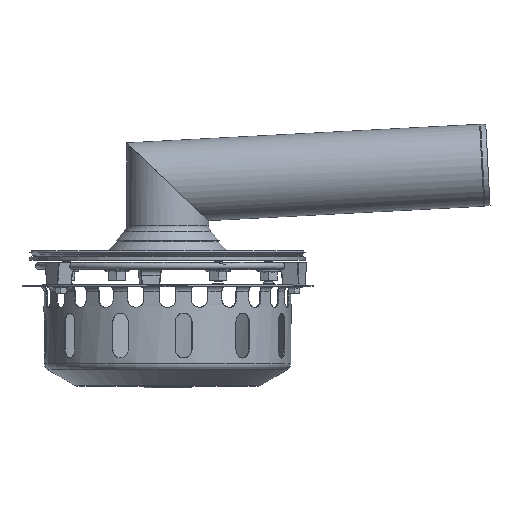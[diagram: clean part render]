
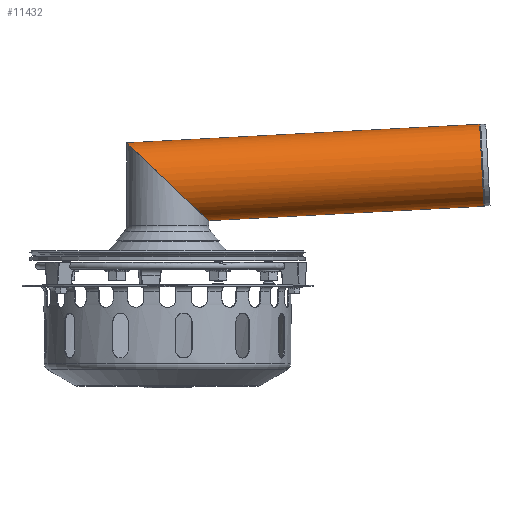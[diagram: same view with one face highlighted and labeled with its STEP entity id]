
A CAD part, top view. The second image highlights one B-rep face of the part: STEP entity #11432.
In plain terms, the highlighted cylindrical face has radius 36.5 mm (diameter 73 mm), a full revolution.
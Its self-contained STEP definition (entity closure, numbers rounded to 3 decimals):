
#950=ELLIPSE('',#13771,50.319,36.5);
#975=CYLINDRICAL_SURFACE('',#13770,36.5);
#1420=FACE_OUTER_BOUND('',#2221,.T.);
#2221=EDGE_LOOP('',(#7277,#7278,#7279,#7280,#7281));
#3136=CIRCLE('',#13765,36.5);
#3137=CIRCLE('',#13766,36.5);
#3907=VERTEX_POINT('',#19222);
#3908=VERTEX_POINT('',#19224);
#3910=VERTEX_POINT('',#19233);
#5190=EDGE_CURVE('',#3907,#3908,#3136,.T.);
#5191=EDGE_CURVE('',#3908,#3907,#3137,.T.);
#5195=EDGE_CURVE('',#3908,#3910,#12278,.T.);
#5196=EDGE_CURVE('',#3910,#3910,#950,.T.);
#7277=ORIENTED_EDGE('',*,*,#5190,.F.);
#7278=ORIENTED_EDGE('',*,*,#5191,.F.);
#7279=ORIENTED_EDGE('',*,*,#5195,.T.);
#7280=ORIENTED_EDGE('',*,*,#5196,.F.);
#7281=ORIENTED_EDGE('',*,*,#5195,.F.);
#11432=ADVANCED_FACE('',(#1420),#975,.T.);
#12278=LINE('',#19234,#13008);
#13008=VECTOR('',#15388,36.5);
#13765=AXIS2_PLACEMENT_3D('',#19225,#15375,#15376);
#13766=AXIS2_PLACEMENT_3D('',#19226,#15377,#15378);
#13770=AXIS2_PLACEMENT_3D('',#19232,#15386,#15387);
#13771=AXIS2_PLACEMENT_3D('',#19235,#15389,#15390);
#15375=DIRECTION('center_axis',(0.999,0.052,0.));
#15376=DIRECTION('ref_axis',(0.052,-0.999,0.));
#15377=DIRECTION('center_axis',(0.999,0.052,0.));
#15378=DIRECTION('ref_axis',(0.052,-0.999,0.));
#15386=DIRECTION('center_axis',(0.999,0.052,0.));
#15387=DIRECTION('ref_axis',(-0.052,0.999,0.));
#15388=DIRECTION('',(-0.999,-0.052,0.));
#15389=DIRECTION('center_axis',(-0.688,-0.725,0.));
#15390=DIRECTION('ref_axis',(-0.725,0.688,0.));
#19222=CARTESIAN_POINT('',(279.571,14.652,-36.5));
#19224=CARTESIAN_POINT('',(281.481,-21.798,0.));
#19225=CARTESIAN_POINT('Origin',(279.571,14.652,0.));
#19226=CARTESIAN_POINT('Origin',(279.571,14.652,0.));
#19232=CARTESIAN_POINT('Origin',(111.411,5.839,0.));
#19233=CARTESIAN_POINT('',(36.5,-34.637,0.));
#19234=CARTESIAN_POINT('',(113.322,-30.611,0.));
#19235=CARTESIAN_POINT('Origin',(0.,0.,
0.));
